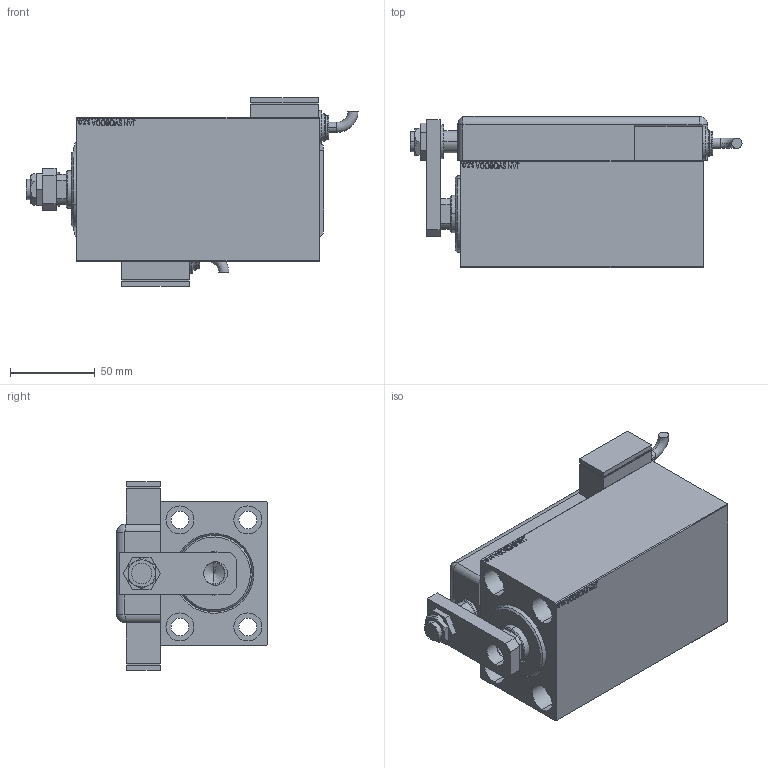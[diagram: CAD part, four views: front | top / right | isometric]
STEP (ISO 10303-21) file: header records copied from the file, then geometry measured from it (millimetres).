
FILE_DESCRIPTION (( 'STEP AP203' ), '1' );
FILE_NAME ('beaa.STEP', '2021-03-19T01:04:37', ( '' ), ( '' ), 'SwSTEP 2.0', 'SolidWorks 2019', '' );
FILE_SCHEMA (( 'CONFIG_CONTROL_DESIGN' ));
Length unit declared in the file: millimetre
Products named in the file (13): SWITCH DIM A_G 2567a5bebc71f3a8dbf5a8022e082547; SWITCH Q 2567a5bebc71f3a8dbf5a8022e082547; NUT_D19 2567a5bebc71f3a8dbf5a8022e082547; V450CM_C 2567a5bebc71f3a8dbf5a8022e082547; NUT_D13 2567a5bebc71f3a8dbf5a8022e082547; ZARAZKA_Q 2567a5bebc71f3a8dbf5a8022e082547; V450CM_VC_B 2567a5bebc71f3a8dbf5a8022e082547; MAGNETIC SWITCH Q 2567a5bebc71f3a8dbf5a8022e082547; beaa; TYC 2567a5bebc71f3a8dbf5a8022e082547; V450CM_C_VCP 2567a5bebc71f3a8dbf5a8022e082547; KRYT 2567a5bebc71f3a8dbf5a8022e082547; SWITCH_Q_FRONT_BACK 2567a5bebc71f3a8dbf5a8022e082547
Assembly tree (13 placements, depth 3):
  beaa
    V450CM_C 2567a5bebc71f3a8dbf5a8022e082547
    V450CM_C_VCP 2567a5bebc71f3a8dbf5a8022e082547
    V450CM_VC_B 2567a5bebc71f3a8dbf5a8022e082547
    MAGNETIC SWITCH Q 2567a5bebc71f3a8dbf5a8022e082547
      SWITCH_Q_FRONT_BACK 2567a5bebc71f3a8dbf5a8022e082547
      TYC 2567a5bebc71f3a8dbf5a8022e082547
      ZARAZKA_Q 2567a5bebc71f3a8dbf5a8022e082547
      SWITCH DIM A_G 2567a5bebc71f3a8dbf5a8022e082547
      NUT_D19 2567a5bebc71f3a8dbf5a8022e082547
      NUT_D13 2567a5bebc71f3a8dbf5a8022e082547
      KRYT 2567a5bebc71f3a8dbf5a8022e082547
      SWITCH Q 2567a5bebc71f3a8dbf5a8022e082547  x2
Bounding box: 195.46 x 88.8 x 111 mm (x, y, z)
Volume: 795235.7 mm3; surface area: 178159.2 mm2
Topology: 13 solids, 13 shells, 1246 faces, 3165 edges, 2089 vertices
Faces by surface type: plane 614, bspline 471, cylinder 115, cone 22, torus 22, sphere 2
Entity records: 59796 total; most frequent: CARTESIAN_POINT 32200, ORIENTED_EDGE 6134, DIRECTION 3871, EDGE_CURVE 3067, VERTEX_POINT 2029, LINE 1827, VECTOR 1827, EDGE_LOOP 1378
